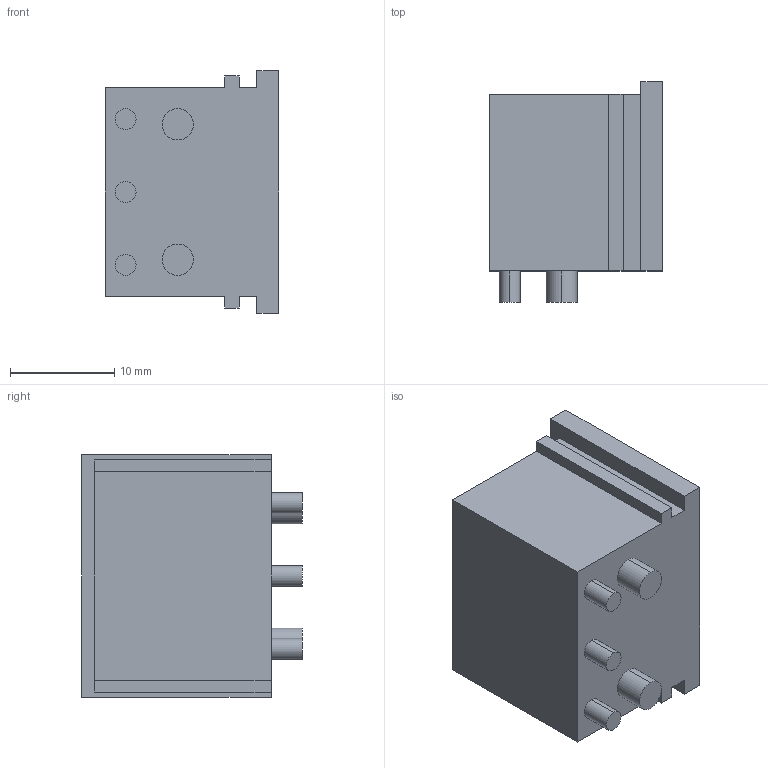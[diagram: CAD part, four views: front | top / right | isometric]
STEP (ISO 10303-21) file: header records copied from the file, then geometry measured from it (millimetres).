
FILE_DESCRIPTION (( 'STEP AP214' ), '1' );
FILE_NAME ('譙-萇埭脣釱.STEP', '2023-05-31T06:21:04', ( '' ), ( '' ), 'SwSTEP 2.0', 'SolidWorks 2016', '' );
FILE_SCHEMA (( 'AUTOMOTIVE_DESIGN' ));
Length unit declared in the file: millimetre
Products named in the file (1): 譙-萇埭脣釱
Bounding box: 16.65 x 21.2 x 23.3 mm (x, y, z)
Volume: 4108.3 mm3; surface area: 3262.5 mm2
Topology: 4 solids, 4 shells, 61 faces, 135 edges, 88 vertices
Faces by surface type: plane 30, cylinder 25, torus 6
Entity records: 1962 total; most frequent: DIRECTION 321, CARTESIAN_POINT 285, ORIENTED_EDGE 270, EDGE_CURVE 135, AXIS2_PLACEMENT_3D 124, VERTEX_POINT 88, LINE 73, VECTOR 73
